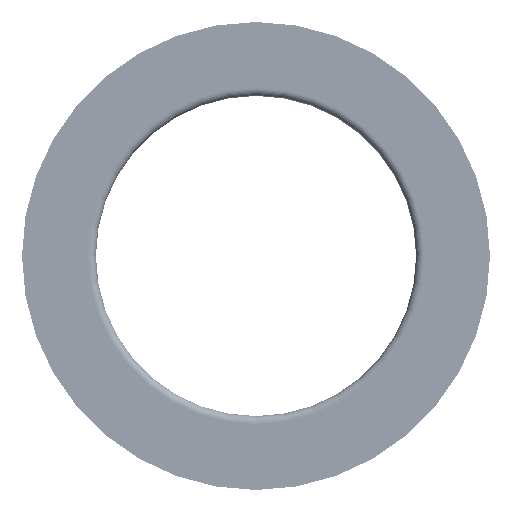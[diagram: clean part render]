
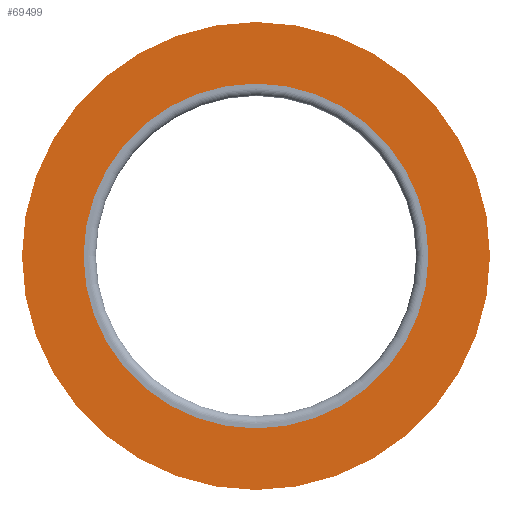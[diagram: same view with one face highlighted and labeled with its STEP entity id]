
A CAD part, left-side view. The second image highlights one B-rep face of the part: STEP entity #69499.
In plain terms, the highlighted planar face has unit normal (-1, 0, 0).
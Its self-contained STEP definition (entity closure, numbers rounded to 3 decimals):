
#10705 = CARTESIAN_POINT ( 'NONE',  ( 0., 0., -35. ) ) ;
#10793 = VERTEX_POINT ( 'NONE', #16102 ) ;
#16102 = CARTESIAN_POINT ( 'NONE',  ( 0., 0., 47.5 ) ) ;
#24765 = AXIS2_PLACEMENT_3D ( 'NONE', #98795, #98330, #97765 ) ;
#27554 = AXIS2_PLACEMENT_3D ( 'NONE', #47075, #46968, #46898 ) ;
#28204 = ORIENTED_EDGE ( 'NONE', *, *, #35068, .T. ) ;
#32633 = EDGE_CURVE ( 'NONE', #65710, #58650, #84822, .T. ) ;
#35068 = EDGE_CURVE ( 'NONE', #80976, #10793, #76830, .T. ) ;
#35868 = AXIS2_PLACEMENT_3D ( 'NONE', #66823, #64868, #63973 ) ;
#39790 = CIRCLE ( 'NONE', #24765, 47.5 ) ;
#46898 = DIRECTION ( 'NONE',  ( 0., 0., -1. ) ) ;
#46968 = DIRECTION ( 'NONE',  ( 1., 0., 0. ) ) ;
#47075 = CARTESIAN_POINT ( 'NONE',  ( 0., 35., 0. ) ) ;
#51332 = DIRECTION ( 'NONE',  ( -1., 0., 0. ) ) ;
#54732 = EDGE_LOOP ( 'NONE', ( #56817, #28204 ) ) ;
#56817 = ORIENTED_EDGE ( 'NONE', *, *, #102021, .T. ) ;
#58650 = VERTEX_POINT ( 'NONE', #10705 ) ;
#61099 = EDGE_LOOP ( 'NONE', ( #100069, #100167 ) ) ;
#63973 = DIRECTION ( 'NONE',  ( 0., 0., 1. ) ) ;
#64868 = DIRECTION ( 'NONE',  ( -1., 0., 0. ) ) ;
#65710 = VERTEX_POINT ( 'NONE', #77002 ) ;
#66823 = CARTESIAN_POINT ( 'NONE',  ( 0., 0., 0. ) ) ;
#69499 = ADVANCED_FACE ( 'NONE', ( #82203, #82100 ), #77689, .F. ) ;
#70493 = DIRECTION ( 'NONE',  ( 0., 0., 1. ) ) ;
#70586 = CARTESIAN_POINT ( 'NONE',  ( 0., 0., 0. ) ) ;
#73643 = EDGE_CURVE ( 'NONE', #58650, #65710, #84400, .T. ) ;
#76568 = CARTESIAN_POINT ( 'NONE',  ( 0., 0., -47.5 ) ) ;
#76830 = CIRCLE ( 'NONE', #99756, 47.5 ) ;
#77002 = CARTESIAN_POINT ( 'NONE',  ( 0., 0., 35. ) ) ;
#77152 = AXIS2_PLACEMENT_3D ( 'NONE', #70586, #51332, #70493 ) ;
#77689 = PLANE ( 'NONE',  #27554 ) ;
#80976 = VERTEX_POINT ( 'NONE', #76568 ) ;
#82100 = FACE_OUTER_BOUND ( 'NONE', #54732, .T. ) ;
#82203 = FACE_BOUND ( 'NONE', #61099, .T. ) ;
#84400 = CIRCLE ( 'NONE', #77152, 35. ) ;
#84822 = CIRCLE ( 'NONE', #35868, 35. ) ;
#94098 = DIRECTION ( 'NONE',  ( -1., 0., 0. ) ) ;
#94196 = CARTESIAN_POINT ( 'NONE',  ( 0., 0., 0. ) ) ;
#94861 = DIRECTION ( 'NONE',  ( 0., 0., 1. ) ) ;
#97765 = DIRECTION ( 'NONE',  ( 0., 0., 1. ) ) ;
#98330 = DIRECTION ( 'NONE',  ( -1., 0., 0. ) ) ;
#98795 = CARTESIAN_POINT ( 'NONE',  ( 0., 0., 0. ) ) ;
#99756 = AXIS2_PLACEMENT_3D ( 'NONE', #94196, #94098, #94861 ) ;
#100069 = ORIENTED_EDGE ( 'NONE', *, *, #32633, .F. ) ;
#100167 = ORIENTED_EDGE ( 'NONE', *, *, #73643, .F. ) ;
#102021 = EDGE_CURVE ( 'NONE', #10793, #80976, #39790, .T. ) ;
